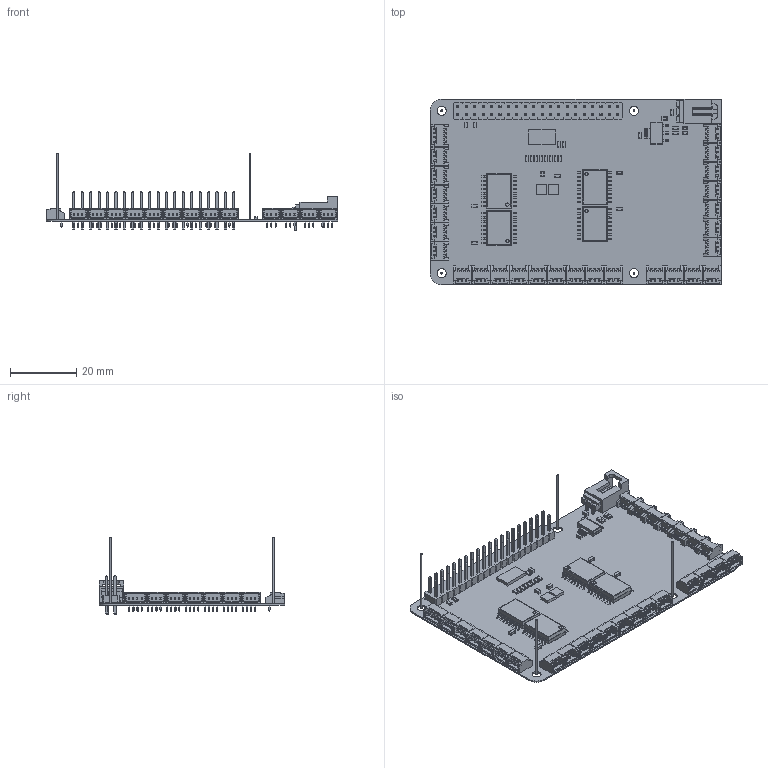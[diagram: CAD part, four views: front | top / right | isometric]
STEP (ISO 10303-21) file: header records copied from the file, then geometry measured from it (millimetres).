
FILE_DESCRIPTION(('Open CASCADE Model'),'2;1');
FILE_NAME('Open CASCADE Shape Model','2021-08-31T16:18:50',('Author'),( 'Open CASCADE'),'Open CASCADE STEP processor 6.8','Open CASCADE 6.8' ,'Unknown');
FILE_SCHEMA(('AUTOMOTIVE_DESIGN { 1 0 10303 214 1 1 1 1 }'));
Length unit declared in the file: millimetre
Products named in the file (155): PCB; Board; Open CASCADE STEP translator 6.8 3.1.1; J11; 530480310; Open CASCADE STEP translator 6.8 3.2.1.1; Open CASCADE STEP translator 6.8 3.2.1.2; J23; J16; R13; 5611153792; Mid_Body; Terminal; Open_CASCADE_STEP_translator_6.8_15.2.1; Mark; R12; J29; J28; J27; J26; J25; J24; J22; J21; J20; J19; J18; J17; J15; J14; J13; J12; J10; J9; J8; J7; J6; J5; J4; J3 ...
Assembly tree (276 placements, depth 5):
  PCB
    Board
      Open CASCADE STEP translator 6.8 3.1.1
    J11
      530480310
        Open CASCADE STEP translator 6.8 3.2.1.1
        Open CASCADE STEP translator 6.8 3.2.1.2
    J23
      530480310
        Open CASCADE STEP translator 6.8 3.2.1.1
        Open CASCADE STEP translator 6.8 3.2.1.2
    J16
      530480310
        Open CASCADE STEP translator 6.8 3.2.1.1
        Open CASCADE STEP translator 6.8 3.2.1.2
    R13
      5611153792
        Mid_Body
        Terminal  x2
          Open_CASCADE_STEP_translator_6.8_15.2.1
        Mark
    R12
      5611153792
        Mid_Body
        Terminal  x2
          Open_CASCADE_STEP_translator_6.8_15.2.1
        Mark
    J29
      530480310
        Open CASCADE STEP translator 6.8 3.2.1.1
        Open CASCADE STEP translator 6.8 3.2.1.2
    J28
      530480310
        Open CASCADE STEP translator 6.8 3.2.1.1
        Open CASCADE STEP translator 6.8 3.2.1.2
    J27
      530480310
        Open CASCADE STEP translator 6.8 3.2.1.1
        Open CASCADE STEP translator 6.8 3.2.1.2
    J26
      530480310
        Open CASCADE STEP translator 6.8 3.2.1.1
        Open CASCADE STEP translator 6.8 3.2.1.2
    J25
      530480310
        Open CASCADE STEP translator 6.8 3.2.1.1
        Open CASCADE STEP translator 6.8 3.2.1.2
    J24
      530480310
        Open CASCADE STEP translator 6.8 3.2.1.1
        Open CASCADE STEP translator 6.8 3.2.1.2
    J22
      530480310
        Open CASCADE STEP translator 6.8 3.2.1.1
        Open CASCADE STEP translator 6.8 3.2.1.2
    J21
      530480310
        Open CASCADE STEP translator 6.8 3.2.1.1
        Open CASCADE STEP translator 6.8 3.2.1.2
    J20
Bounding box: 88 x 56 x 23.22 mm (x, y, z)
Volume: 5224.8 mm3; surface area: 19602.1 mm2
Topology: 242 solids, 246 shells, 7862 faces, 19339 edges, 12082 vertices
Faces by surface type: plane 6160, cylinder 870, bspline 696, sphere 136
Full cylindrical faces by diameter (mm): 0.5 x4, 0.55 x82, 0.95 x4, 1.11 x2, 1.15 x40, 2.75 x4
Entity records: 55032 total; most frequent: CARTESIAN_POINT 12298, DIRECTION 8036, ORIENTED_EDGE 7934, EDGE_CURVE 3968, LINE 3188, VECTOR 3188, VERTEX_POINT 2490, AXIS2_PLACEMENT_3D 2424
